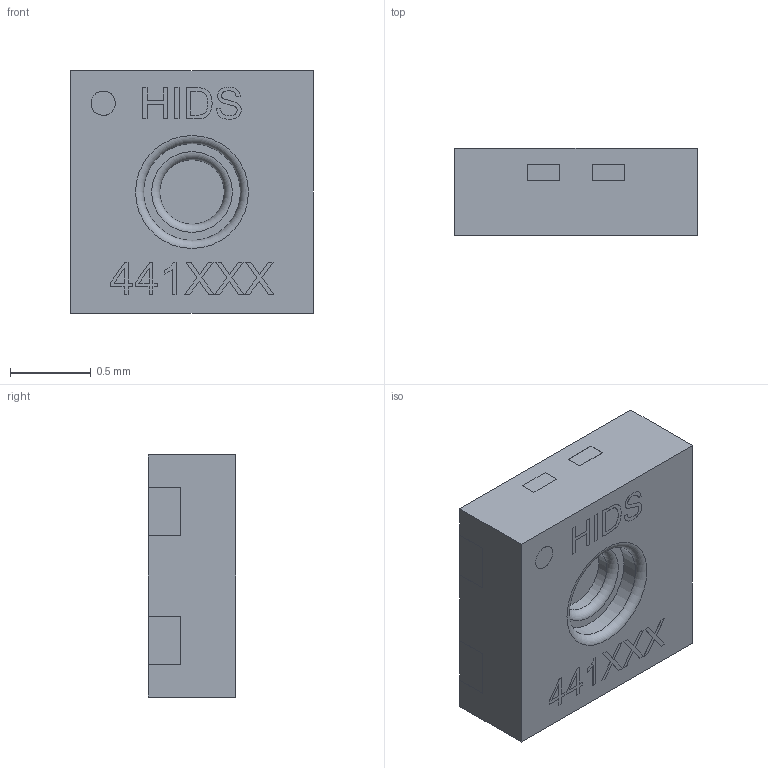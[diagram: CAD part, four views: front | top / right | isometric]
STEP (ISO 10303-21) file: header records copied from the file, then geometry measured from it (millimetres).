
FILE_DESCRIPTION(/* description */ ('Unknown'),/* implementation_level */ '2;1');
FILE_NAME(/* name */ '2525151510001',/* time_stamp */ '2023-03-01T09:58:25+01:00',/* author */ ('Unknown'),/* organization */ ('Unknown'),/* preprocessor_version */ 'ST-DEVELOPER v16.7',/* originating_system */ 'Solid Edge',/* authorisation */ 'Unknown');
FILE_SCHEMA (('AUTOMOTIVE_DESIGN {1 0 10303 214 3 1 1}'));
Length unit declared in the file: millimetre
Products named in the file (1): 2525151510001
Bounding box: 1.5 x 0.54 x 1.5 mm (x, y, z)
Volume: 1.2 mm3; surface area: 8.1 mm2
Topology: 1 solids, 1 shells, 173 faces, 450 edges, 300 vertices
Faces by surface type: plane 148, bspline 19, cylinder 4, torus 2
Full cylindrical faces by diameter (mm): 0.15 x1, 0.4 x1, 0.6 x1
Entity records: 6878 total; most frequent: CARTESIAN_POINT 1694, ORIENTED_EDGE 886, DIRECTION 647, EDGE_CURVE 443, LINE 319, VECTOR 319, VERTEX_POINT 298, EDGE_LOOP 199
